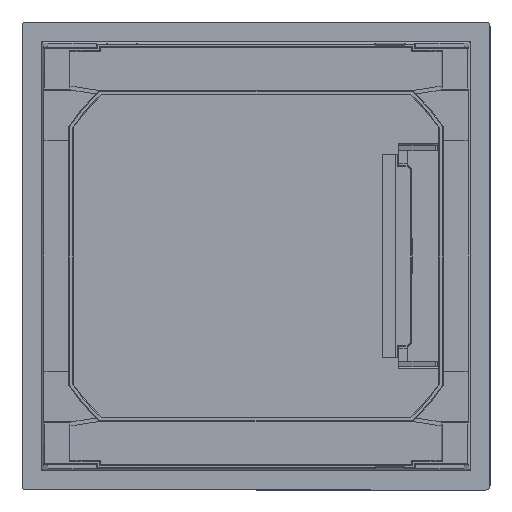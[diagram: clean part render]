
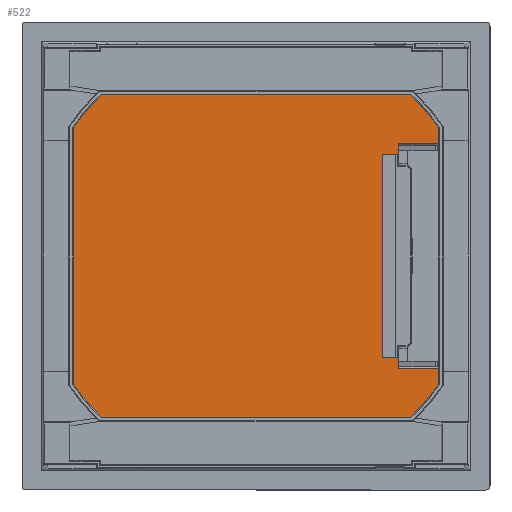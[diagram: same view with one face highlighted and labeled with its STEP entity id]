
A CAD part, front view. The second image highlights one B-rep face of the part: STEP entity #522.
In plain terms, the highlighted planar face has unit normal (0, -1, 0).
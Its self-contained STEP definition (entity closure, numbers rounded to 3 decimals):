
#522 = ADVANCED_FACE ( 'NONE', ( #10934 ), #9528, .T. ) ;
#588 = VECTOR ( 'NONE', #9339, 1000. ) ;
#591 = ORIENTED_EDGE ( 'NONE', *, *, #6682, .F. ) ;
#622 = CARTESIAN_POINT ( 'NONE',  ( -95.316, -10., 97.151 ) ) ;
#633 = DIRECTION ( 'NONE',  ( 0., 0., -1. ) ) ;
#729 = CARTESIAN_POINT ( 'NONE',  ( -95.316, -10., -97.5 ) ) ;
#954 = CARTESIAN_POINT ( 'NONE',  ( 59.75, -10., 67.5 ) ) ;
#1047 = CARTESIAN_POINT ( 'NONE',  ( -52.75, -10., 97.151 ) ) ;
#1166 = DIRECTION ( 'NONE',  ( 0., 0., 1. ) ) ;
#1212 = EDGE_LOOP ( 'NONE', ( #7636, #2174, #7306, #591, #6221, #10905, #1859, #4152, #4397, #4968, #8164, #5042 ) ) ;
#1308 = CARTESIAN_POINT ( 'NONE',  ( -47.75, -10., 59.8 ) ) ;
#1347 = LINE ( 'NONE', #2307, #588 ) ;
#1595 = DIRECTION ( 'NONE',  ( 0., -1., 0. ) ) ;
#1636 = EDGE_CURVE ( 'NONE', #11089, #2473, #1347, .T. ) ;
#1859 = ORIENTED_EDGE ( 'NONE', *, *, #3805, .T. ) ;
#2174 = ORIENTED_EDGE ( 'NONE', *, *, #6795, .F. ) ;
#2191 = LINE ( 'NONE', #1047, #7778 ) ;
#2237 = LINE ( 'NONE', #11053, #4212 ) ;
#2306 = AXIS2_PLACEMENT_3D ( 'NONE', #10355, #1595, #9403 ) ;
#2307 = CARTESIAN_POINT ( 'NONE',  ( 47.75, -10., 67.5 ) ) ;
#2473 = VERTEX_POINT ( 'NONE', #3492 ) ;
#2497 = VERTEX_POINT ( 'NONE', #622 ) ;
#2588 = EDGE_CURVE ( 'NONE', #5583, #12294, #10703, .T. ) ;
#2613 = CARTESIAN_POINT ( 'NONE',  ( -52.75, -10., 97.151 ) ) ;
#2791 = LINE ( 'NONE', #10527, #8542 ) ;
#2848 = DIRECTION ( 'NONE',  ( 1., 0., 0. ) ) ;
#2963 = CARTESIAN_POINT ( 'NONE',  ( 95.316, -10., 97.151 ) ) ;
#2966 = VECTOR ( 'NONE', #3594, 1000. ) ;
#3015 = VERTEX_POINT ( 'NONE', #9459 ) ;
#3059 = EDGE_CURVE ( 'NONE', #2473, #11814, #7487, .T. ) ;
#3118 = CARTESIAN_POINT ( 'NONE',  ( -47.75, -10., 59.5 ) ) ;
#3200 = VERTEX_POINT ( 'NONE', #1308 ) ;
#3492 = CARTESIAN_POINT ( 'NONE',  ( 47.75, -10., 67.5 ) ) ;
#3594 = DIRECTION ( 'NONE',  ( 1., 0., 0. ) ) ;
#3805 = EDGE_CURVE ( 'NONE', #2497, #4715, #6614, .T. ) ;
#3813 = DIRECTION ( 'NONE',  ( 1., 0., 0. ) ) ;
#4104 = CARTESIAN_POINT ( 'NONE',  ( -47.75, -10., 67.5 ) ) ;
#4152 = ORIENTED_EDGE ( 'NONE', *, *, #6414, .T. ) ;
#4212 = VECTOR ( 'NONE', #8567, 1000. ) ;
#4397 = ORIENTED_EDGE ( 'NONE', *, *, #11217, .T. ) ;
#4518 = EDGE_CURVE ( 'NONE', #3015, #9210, #2191, .T. ) ;
#4715 = VERTEX_POINT ( 'NONE', #7250 ) ;
#4814 = VERTEX_POINT ( 'NONE', #12337 ) ;
#4968 = ORIENTED_EDGE ( 'NONE', *, *, #2588, .F. ) ;
#5042 = ORIENTED_EDGE ( 'NONE', *, *, #3059, .F. ) ;
#5110 = DIRECTION ( 'NONE',  ( 0., 0., -1. ) ) ;
#5128 = DIRECTION ( 'NONE',  ( 1., 0., 0. ) ) ;
#5458 = LINE ( 'NONE', #12456, #2966 ) ;
#5583 = VERTEX_POINT ( 'NONE', #7457 ) ;
#5743 = CARTESIAN_POINT ( 'NONE',  ( 52.75, -10., 67.5 ) ) ;
#6221 = ORIENTED_EDGE ( 'NONE', *, *, #4518, .T. ) ;
#6414 = EDGE_CURVE ( 'NONE', #4715, #8249, #5458, .T. ) ;
#6614 = LINE ( 'NONE', #729, #12437 ) ;
#6671 = VECTOR ( 'NONE', #5128, 1000. ) ;
#6682 = EDGE_CURVE ( 'NONE', #3015, #4814, #9075, .T. ) ;
#6795 = EDGE_CURVE ( 'NONE', #3200, #11089, #2237, .T. ) ;
#6824 = CARTESIAN_POINT ( 'NONE',  ( -97.5, -10., 97.151 ) ) ;
#6843 = CARTESIAN_POINT ( 'NONE',  ( 95.316, -10., -95.316 ) ) ;
#7250 = CARTESIAN_POINT ( 'NONE',  ( -95.316, -10., -95.316 ) ) ;
#7306 = ORIENTED_EDGE ( 'NONE', *, *, #8346, .F. ) ;
#7457 = CARTESIAN_POINT ( 'NONE',  ( 52.75, -10., 97.151 ) ) ;
#7487 = LINE ( 'NONE', #954, #10891 ) ;
#7636 = ORIENTED_EDGE ( 'NONE', *, *, #1636, .F. ) ;
#7647 = LINE ( 'NONE', #8541, #9765 ) ;
#7778 = VECTOR ( 'NONE', #1166, 1000. ) ;
#7901 = CARTESIAN_POINT ( 'NONE',  ( -97.5, -10., 97.151 ) ) ;
#8164 = ORIENTED_EDGE ( 'NONE', *, *, #10854, .T. ) ;
#8249 = VERTEX_POINT ( 'NONE', #6843 ) ;
#8346 = EDGE_CURVE ( 'NONE', #4814, #3200, #10784, .T. ) ;
#8455 = VECTOR ( 'NONE', #2848, 1000. ) ;
#8541 = CARTESIAN_POINT ( 'NONE',  ( 95.316, -10., -97.5 ) ) ;
#8542 = VECTOR ( 'NONE', #633, 1000. ) ;
#8567 = DIRECTION ( 'NONE',  ( 1., 0., 0. ) ) ;
#9075 = LINE ( 'NONE', #4104, #6671 ) ;
#9174 = CARTESIAN_POINT ( 'NONE',  ( 47.75, -10., 59.8 ) ) ;
#9210 = VERTEX_POINT ( 'NONE', #2613 ) ;
#9339 = DIRECTION ( 'NONE',  ( 0., 0., 1. ) ) ;
#9403 = DIRECTION ( 'NONE',  ( 0., 0., -1. ) ) ;
#9459 = CARTESIAN_POINT ( 'NONE',  ( -52.75, -10., 67.5 ) ) ;
#9528 = PLANE ( 'NONE',  #2306 ) ;
#9738 = VECTOR ( 'NONE', #5110, 1000. ) ;
#9765 = VECTOR ( 'NONE', #11401, 1000. ) ;
#10355 = CARTESIAN_POINT ( 'NONE',  ( -97.5, -10., -97.5 ) ) ;
#10527 = CARTESIAN_POINT ( 'NONE',  ( 52.75, -10., 67.5 ) ) ;
#10665 = DIRECTION ( 'NONE',  ( 1., 0., 0. ) ) ;
#10703 = LINE ( 'NONE', #6824, #8455 ) ;
#10784 = LINE ( 'NONE', #3118, #9738 ) ;
#10834 = LINE ( 'NONE', #7901, #11607 ) ;
#10854 = EDGE_CURVE ( 'NONE', #5583, #11814, #2791, .T. ) ;
#10891 = VECTOR ( 'NONE', #10665, 1000. ) ;
#10905 = ORIENTED_EDGE ( 'NONE', *, *, #11909, .F. ) ;
#10934 = FACE_OUTER_BOUND ( 'NONE', #1212, .T. ) ;
#11053 = CARTESIAN_POINT ( 'NONE',  ( -47.75, -10., 59.8 ) ) ;
#11089 = VERTEX_POINT ( 'NONE', #9174 ) ;
#11217 = EDGE_CURVE ( 'NONE', #8249, #12294, #7647, .T. ) ;
#11401 = DIRECTION ( 'NONE',  ( 0., 0., 1. ) ) ;
#11447 = DIRECTION ( 'NONE',  ( 0., 0., -1. ) ) ;
#11607 = VECTOR ( 'NONE', #3813, 1000. ) ;
#11814 = VERTEX_POINT ( 'NONE', #5743 ) ;
#11909 = EDGE_CURVE ( 'NONE', #2497, #9210, #10834, .T. ) ;
#12294 = VERTEX_POINT ( 'NONE', #2963 ) ;
#12337 = CARTESIAN_POINT ( 'NONE',  ( -47.75, -10., 67.5 ) ) ;
#12437 = VECTOR ( 'NONE', #11447, 1000. ) ;
#12456 = CARTESIAN_POINT ( 'NONE',  ( -97.5, -10., -95.316 ) ) ;
